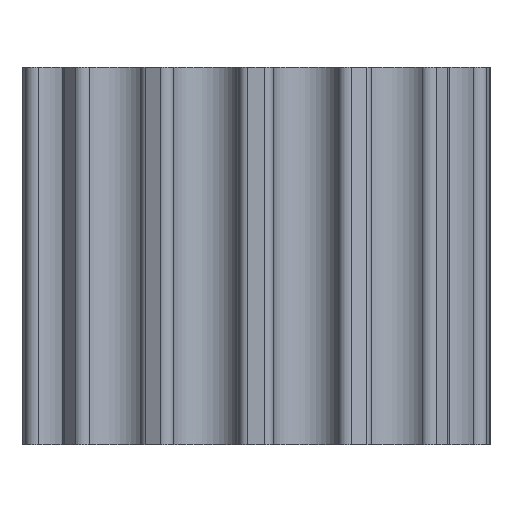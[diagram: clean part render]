
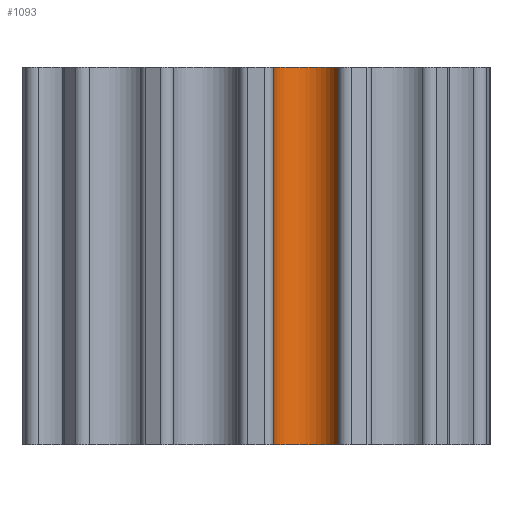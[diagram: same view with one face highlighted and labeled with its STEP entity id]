
A CAD part, left-side view. The second image highlights one B-rep face of the part: STEP entity #1093.
In plain terms, the highlighted cylindrical face has radius 0.89 mm (diameter 1.78 mm), a partial arc.
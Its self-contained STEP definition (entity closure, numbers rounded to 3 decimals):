
#67=FACE_OUTER_BOUND('',#125,.T.);
#125=EDGE_LOOP('',(#823,#824,#825,#826));
#201=LINE('',#1860,#285);
#202=LINE('',#1866,#286);
#285=VECTOR('',#1507,10.);
#286=VECTOR('',#1514,10.);
#369=CIRCLE('',#1220,0.89);
#370=CIRCLE('',#1221,0.89);
#471=VERTEX_POINT('',#1856);
#472=VERTEX_POINT('',#1858);
#473=VERTEX_POINT('',#1862);
#474=VERTEX_POINT('',#1864);
#619=EDGE_CURVE('',#471,#472,#201,.T.);
#620=EDGE_CURVE('',#471,#473,#369,.T.);
#621=EDGE_CURVE('',#474,#472,#370,.T.);
#622=EDGE_CURVE('',#473,#474,#202,.T.);
#823=ORIENTED_EDGE('',*,*,#620,.F.);
#824=ORIENTED_EDGE('',*,*,#619,.T.);
#825=ORIENTED_EDGE('',*,*,#621,.F.);
#826=ORIENTED_EDGE('',*,*,#622,.F.);
#1042=CYLINDRICAL_SURFACE('',#1219,0.89);
#1093=ADVANCED_FACE('',(#67),#1042,.F.);
#1219=AXIS2_PLACEMENT_3D('',#1861,#1508,#1509);
#1220=AXIS2_PLACEMENT_3D('',#1863,#1510,#1511);
#1221=AXIS2_PLACEMENT_3D('',#1865,#1512,#1513);
#1507=DIRECTION('',(0.,0.,1.));
#1508=DIRECTION('center_axis',(0.,0.,1.));
#1509=DIRECTION('ref_axis',(0.975,0.223,0.));
#1510=DIRECTION('center_axis',(0.,0.,1.));
#1511=DIRECTION('ref_axis',(0.975,0.223,0.));
#1512=DIRECTION('center_axis',(0.,0.,-1.));
#1513=DIRECTION('ref_axis',(0.975,0.223,0.));
#1514=DIRECTION('',(0.,0.,1.));
#1856=CARTESIAN_POINT('',(-5.61,-2.193,0.));
#1858=CARTESIAN_POINT('',(-5.61,-2.193,10.));
#1860=CARTESIAN_POINT('',(-5.61,-2.193,0.));
#1861=CARTESIAN_POINT('Origin',(-5.845,-1.334,0.));
#1862=CARTESIAN_POINT('',(-6.006,-0.459,0.));
#1863=CARTESIAN_POINT('Origin',(-5.845,-1.334,0.));
#1864=CARTESIAN_POINT('',(-6.006,-0.459,10.));
#1865=CARTESIAN_POINT('Origin',(-5.845,-1.334,10.));
#1866=CARTESIAN_POINT('',(-6.006,-0.459,0.));
